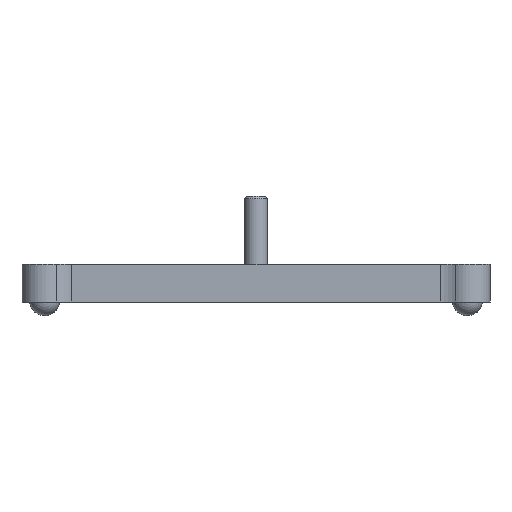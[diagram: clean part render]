
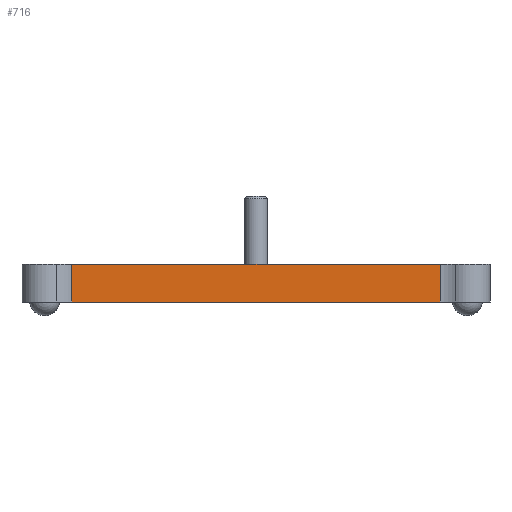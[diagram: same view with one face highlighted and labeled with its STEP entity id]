
A CAD part, front view. The second image highlights one B-rep face of the part: STEP entity #716.
In plain terms, the highlighted planar face has unit normal (0, -1, 0).
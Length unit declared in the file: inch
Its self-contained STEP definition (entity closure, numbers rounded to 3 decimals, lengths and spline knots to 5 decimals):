
#25 = ORIENTED_EDGE ( 'NONE', *, *, #1037, .T. ) ;
#91 = DIRECTION ( 'NONE',  ( -1., 0., 0. ) ) ;
#129 = DIRECTION ( 'NONE',  ( 0., 0., -1. ) ) ;
#137 = FACE_OUTER_BOUND ( 'NONE', #1475, .T. ) ;
#170 = LINE ( 'NONE', #2073, #2728 ) ;
#294 = CARTESIAN_POINT ( 'NONE',  ( 1.52465, -1.875, 0.3125 ) ) ;
#523 = CARTESIAN_POINT ( 'NONE',  ( 1.52465, -1.875, 0.3125 ) ) ;
#588 = VERTEX_POINT ( 'NONE', #1755 ) ;
#598 = DIRECTION ( 'NONE',  ( 1., 0., 0. ) ) ;
#625 = EDGE_CURVE ( 'NONE', #1660, #1805, #170, .T. ) ;
#716 = ADVANCED_FACE ( 'NONE', ( #137 ), #778, .F. ) ;
#732 = VECTOR ( 'NONE', #1331, 39.37008 ) ;
#778 = PLANE ( 'NONE',  #1184 ) ;
#866 = EDGE_CURVE ( 'NONE', #588, #1805, #2792, .T. ) ;
#901 = CARTESIAN_POINT ( 'NONE',  ( -1.52465, -1.875, 0.3125 ) ) ;
#1030 = ORIENTED_EDGE ( 'NONE', *, *, #866, .T. ) ;
#1037 = EDGE_CURVE ( 'NONE', #2337, #588, #1927, .T. ) ;
#1184 = AXIS2_PLACEMENT_3D ( 'NONE', #294, #2051, #91 ) ;
#1327 = VECTOR ( 'NONE', #598, 39.37008 ) ;
#1331 = DIRECTION ( 'NONE',  ( 0., 0., -1. ) ) ;
#1398 = ORIENTED_EDGE ( 'NONE', *, *, #1694, .F. ) ;
#1475 = EDGE_LOOP ( 'NONE', ( #1030, #1628, #1398, #25 ) ) ;
#1533 = LINE ( 'NONE', #523, #1841 ) ;
#1628 = ORIENTED_EDGE ( 'NONE', *, *, #625, .F. ) ;
#1660 = VERTEX_POINT ( 'NONE', #2402 ) ;
#1694 = EDGE_CURVE ( 'NONE', #2337, #1660, #1533, .T. ) ;
#1755 = CARTESIAN_POINT ( 'NONE',  ( -1.52465, -1.875, 0. ) ) ;
#1805 = VERTEX_POINT ( 'NONE', #2108 ) ;
#1810 = DIRECTION ( 'NONE',  ( 1., 0., 0. ) ) ;
#1841 = VECTOR ( 'NONE', #1810, 39.37008 ) ;
#1854 = CARTESIAN_POINT ( 'NONE',  ( 1.52465, -1.875, 0. ) ) ;
#1927 = LINE ( 'NONE', #901, #732 ) ;
#2051 = DIRECTION ( 'NONE',  ( 0., 1., 0. ) ) ;
#2073 = CARTESIAN_POINT ( 'NONE',  ( 1.52465, -1.875, 0.3125 ) ) ;
#2108 = CARTESIAN_POINT ( 'NONE',  ( 1.52465, -1.875, 0. ) ) ;
#2192 = CARTESIAN_POINT ( 'NONE',  ( -1.52465, -1.875, 0.3125 ) ) ;
#2337 = VERTEX_POINT ( 'NONE', #2192 ) ;
#2402 = CARTESIAN_POINT ( 'NONE',  ( 1.52465, -1.875, 0.3125 ) ) ;
#2728 = VECTOR ( 'NONE', #129, 39.37008 ) ;
#2792 = LINE ( 'NONE', #1854, #1327 ) ;
